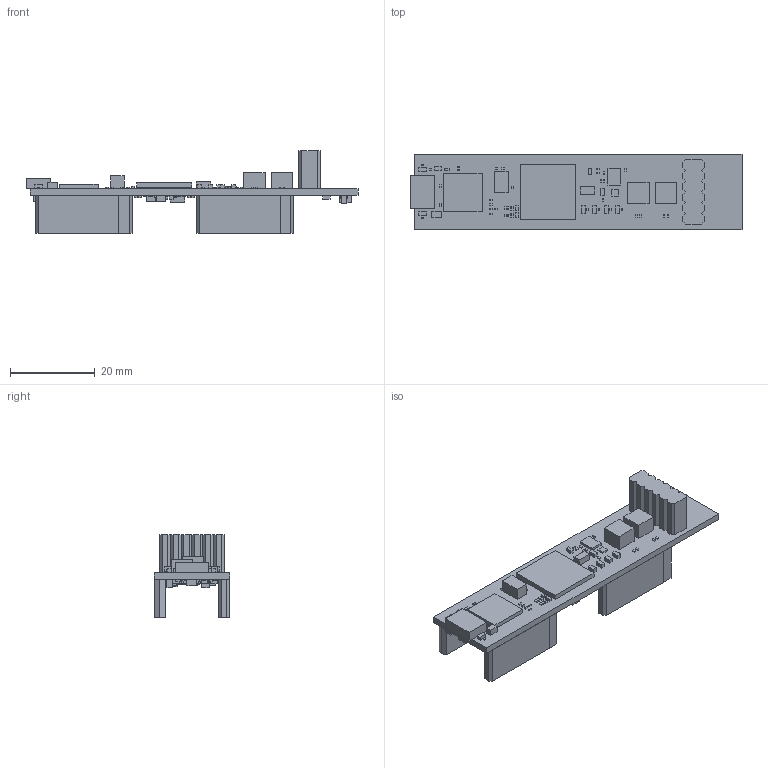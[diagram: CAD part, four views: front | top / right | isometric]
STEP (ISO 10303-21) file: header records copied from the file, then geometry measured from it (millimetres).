
FILE_DESCRIPTION(('Open CASCADE Model'),'2;1');
FILE_NAME('Open CASCADE Shape Model','2019-10-16T11:22:28',('Author'),( 'Open CASCADE'),'Open CASCADE STEP processor 6.8','Open CASCADE 6.8' ,'Unknown');
FILE_SCHEMA(('AUTOMOTIVE_DESIGN { 1 0 10303 214 1 1 1 1 }'));
Length unit declared in the file: millimetre
Products named in the file (311): PCB; Board; R113; 6323318080; Extruded; R112; 6324161216; Q3; 6866510336; D18; 6866510144; R111; 6324161600; LD4; 6323573696; R110; LD3; LD5; Q2; 6866506688; C51; 6323577728; D16; 6866509568; D15; D14; D13; D12; D11; D10; D9; D8; D7; D6; D5; D4; D3; R91; 6323321920; R75 ...
Assembly tree (517 placements, depth 4):
  PCB
    Board
    R113
      6323318080
        Extruded
    R112
      6324161216
        Extruded
    Q3
      6866510336
        Extruded
    D18
      6866510144
        Extruded
    R111
      6324161600
        Extruded
    LD4
      6323573696
        Extruded
    R110
      6324161600
        Extruded
    LD3
      6323573696
        Extruded
    LD5
      6323573696
        Extruded
    Q2
      6866506688
        Extruded
    C51
      6323577728
        Extruded
    D16
      6866509568
        Extruded
    D15
      6866509568
        Extruded
    D14
      6866509568
        Extruded
    D13
      6866509568
        Extruded
    D12
      6866509568
        Extruded
    D11
      6866509568
        Extruded
    D10
      6866509568
        Extruded
    D9
      6866509568
        Extruded
    D8
Bounding box: 78.45 x 17.78 x 19.61 mm (x, y, z)
Volume: 5727.5 mm3; surface area: 7876.3 mm2
Topology: 244 solids, 244 shells, 1514 faces, 3078 edges, 2052 vertices
Faces by surface type: plane 1514
Entity records: 14562 total; most frequent: DIRECTION 2134, CARTESIAN_POINT 1732, ORIENTED_EDGE 1140, PRODUCT_DEFINITION_SHAPE 828, AXIS2_PLACEMENT_3D 782, EDGE_CURVE 570, LINE 570, VECTOR 570
